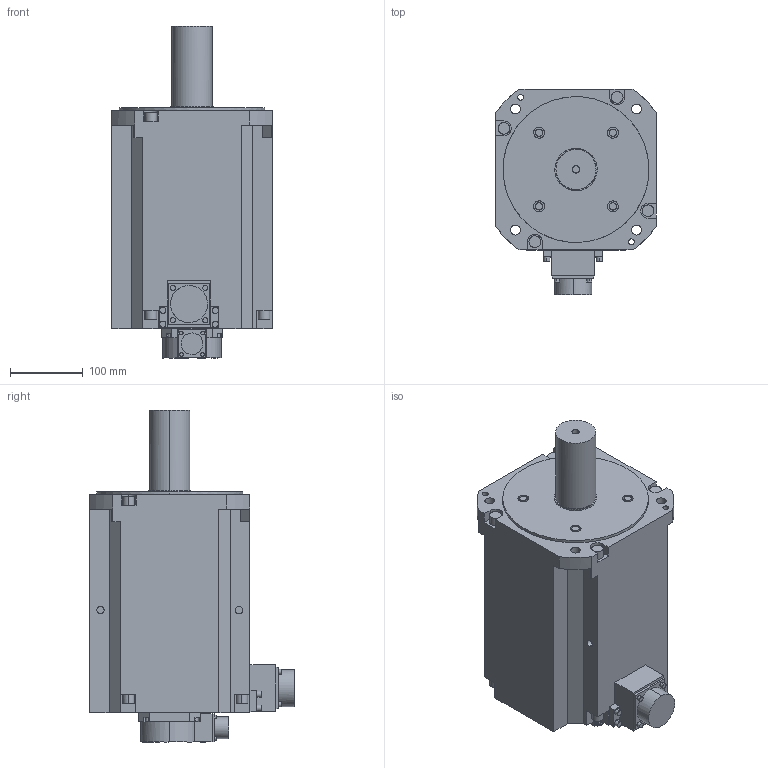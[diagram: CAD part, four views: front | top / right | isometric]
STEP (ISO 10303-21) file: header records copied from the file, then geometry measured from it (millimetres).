
FILE_DESCRIPTION (( 'STEP AP203' ), '1' );
FILE_NAME ('HF-JP11K1M_A.STEP', '2009-11-13T01:31:47', ( ' ' ), ( '' ), 'SwSTEP 2.0', 'SolidWorks 2006303', '' );
FILE_SCHEMA (( 'CONFIG_CONTROL_DESIGN' ));
Length unit declared in the file: millimetre
Products named in the file (1): HF-JP11K1M_A
Bounding box: 220 x 281.1 x 455.5 mm (x, y, z)
Volume: 13375633.4 mm3; surface area: 413574.4 mm2
Topology: 1 solids, 1 shells, 273 faces, 749 edges, 526 vertices
Faces by surface type: plane 155, cylinder 118
Entity records: 17249 total; most frequent: CARTESIAN_POINT 10670, ORIENTED_EDGE 1498, DIRECTION 1037, EDGE_CURVE 749, VERTEX_POINT 526, LINE 417, VECTOR 417, EDGE_LOOP 333
